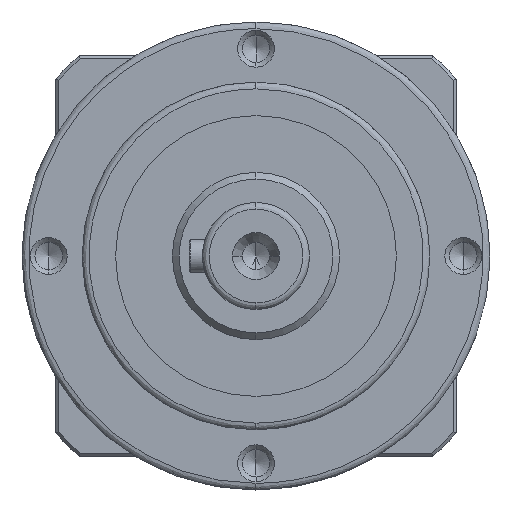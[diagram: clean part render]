
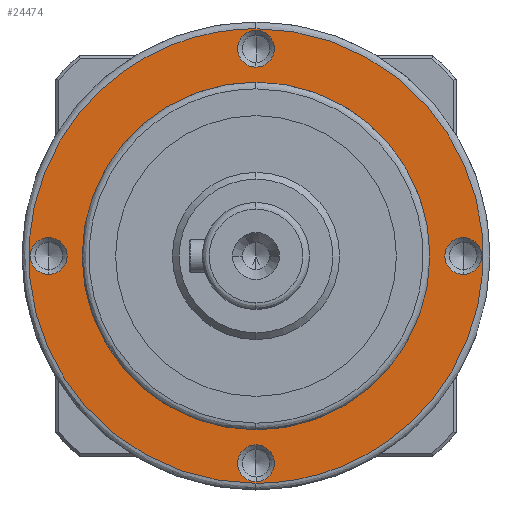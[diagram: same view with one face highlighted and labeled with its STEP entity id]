
A CAD part, left-side view. The second image highlights one B-rep face of the part: STEP entity #24474.
In plain terms, the highlighted face is planar.
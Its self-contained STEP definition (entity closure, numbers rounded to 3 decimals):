
#135 = DIRECTION ( 'NONE',  ( 0., 0., -1. ) ) ;
#359 = VERTEX_POINT ( 'NONE', #11670 ) ;
#390 = VERTEX_POINT ( 'NONE', #8311 ) ;
#457 = EDGE_CURVE ( 'NONE', #3382, #26601, #7450, .T. ) ;
#462 = EDGE_CURVE ( 'NONE', #17356, #9809, #2282, .T. ) ;
#465 = EDGE_CURVE ( 'NONE', #20904, #15599, #7687, .T. ) ;
#509 = EDGE_CURVE ( 'NONE', #359, #20826, #7009, .T. ) ;
#515 = EDGE_CURVE ( 'NONE', #19868, #390, #6723, .T. ) ;
#542 = ORIENTED_EDGE ( 'NONE', *, *, #11770, .F. ) ;
#550 = EDGE_CURVE ( 'NONE', #13619, #11839, #21937, .T. ) ;
#796 = ORIENTED_EDGE ( 'NONE', *, *, #465, .F. ) ;
#944 = CIRCLE ( 'NONE', #22467, 2.75 ) ;
#1160 = CARTESIAN_POINT ( 'NONE',  ( 0., 0., 5. ) ) ;
#1652 = PLANE ( 'NONE',  #21681 ) ;
#1732 = DIRECTION ( 'NONE',  ( 0., 0., 1. ) ) ;
#2023 = DIRECTION ( 'NONE',  ( 0., 0., -1. ) ) ;
#2036 = ORIENTED_EDGE ( 'NONE', *, *, #515, .F. ) ;
#2115 = ORIENTED_EDGE ( 'NONE', *, *, #457, .F. ) ;
#2144 = DIRECTION ( 'NONE',  ( 0., 0., -1. ) ) ;
#2282 = CIRCLE ( 'NONE', #12255, 2.75 ) ;
#2392 = FACE_BOUND ( 'NONE', #14836, .T. ) ;
#2527 = DIRECTION ( 'NONE',  ( 0., 0., -1. ) ) ;
#3382 = VERTEX_POINT ( 'NONE', #21423 ) ;
#3452 = CARTESIAN_POINT ( 'NONE',  ( -34., 0., 5. ) ) ;
#3989 = ORIENTED_EDGE ( 'NONE', *, *, #12693, .F. ) ;
#4176 = AXIS2_PLACEMENT_3D ( 'NONE', #15402, #2023, #18135 ) ;
#5337 = ORIENTED_EDGE ( 'NONE', *, *, #12564, .F. ) ;
#5517 = CIRCLE ( 'NONE', #23563, 2.75 ) ;
#6181 = CARTESIAN_POINT ( 'NONE',  ( 0., 0., 5. ) ) ;
#6723 = CIRCLE ( 'NONE', #11861, 2.75 ) ;
#7009 = CIRCLE ( 'NONE', #11906, 2.75 ) ;
#7214 = AXIS2_PLACEMENT_3D ( 'NONE', #15543, #2144, #17853 ) ;
#7354 = CARTESIAN_POINT ( 'NONE',  ( 0., 31., 5. ) ) ;
#7417 = CIRCLE ( 'NONE', #26888, 26. ) ;
#7450 = CIRCLE ( 'NONE', #12470, 26. ) ;
#7687 = CIRCLE ( 'NONE', #12049, 2.75 ) ;
#7894 = CARTESIAN_POINT ( 'NONE',  ( 34., -68., 5. ) ) ;
#8227 = FACE_BOUND ( 'NONE', #15269, .T. ) ;
#8311 = CARTESIAN_POINT ( 'NONE',  ( 33.75, 0., 5. ) ) ;
#8499 = DIRECTION ( 'NONE',  ( 1., 0., 0. ) ) ;
#9034 = EDGE_LOOP ( 'NONE', ( #14513, #28225 ) ) ;
#9741 = DIRECTION ( 'NONE',  ( -1., 0., 0. ) ) ;
#9809 = VERTEX_POINT ( 'NONE', #22803 ) ;
#10414 = ORIENTED_EDGE ( 'NONE', *, *, #12297, .F. ) ;
#11505 = EDGE_CURVE ( 'NONE', #20826, #359, #5517, .T. ) ;
#11670 = CARTESIAN_POINT ( 'NONE',  ( -2.75, -31., 5. ) ) ;
#11770 = EDGE_CURVE ( 'NONE', #390, #19868, #21795, .T. ) ;
#11839 = VERTEX_POINT ( 'NONE', #26908 ) ;
#11861 = AXIS2_PLACEMENT_3D ( 'NONE', #25453, #24987, #24796 ) ;
#11906 = AXIS2_PLACEMENT_3D ( 'NONE', #26129, #25843, #25641 ) ;
#12049 = AXIS2_PLACEMENT_3D ( 'NONE', #23519, #27049, #26563 ) ;
#12255 = AXIS2_PLACEMENT_3D ( 'NONE', #25931, #28203, #28113 ) ;
#12297 = EDGE_CURVE ( 'NONE', #15599, #20904, #20367, .T. ) ;
#12470 = AXIS2_PLACEMENT_3D ( 'NONE', #1160, #135, #28785 ) ;
#12564 = EDGE_CURVE ( 'NONE', #11839, #13619, #13051, .T. ) ;
#12693 = EDGE_CURVE ( 'NONE', #26601, #3382, #7417, .T. ) ;
#12710 = EDGE_LOOP ( 'NONE', ( #2115, #3989 ) ) ;
#13051 =( BOUNDED_CURVE ( )  B_SPLINE_CURVE ( 3, ( #3452, #23554, #7894, #23751 ),
 .UNSPECIFIED., .F., .F. ) 
 B_SPLINE_CURVE_WITH_KNOTS ( ( 4, 4 ),
 ( 0., 0.5 ),
 .UNSPECIFIED. ) 
 CURVE ( )  GEOMETRIC_REPRESENTATION_ITEM ( )  RATIONAL_B_SPLINE_CURVE ( ( 1., 0.333, 0.333, 1. ) ) 
 REPRESENTATION_ITEM ( '' )  );
#13246 = EDGE_CURVE ( 'NONE', #9809, #17356, #944, .T. ) ;
#13619 = VERTEX_POINT ( 'NONE', #27548 ) ;
#13623 = FACE_BOUND ( 'NONE', #9034, .T. ) ;
#14513 = ORIENTED_EDGE ( 'NONE', *, *, #462, .F. ) ;
#14765 = CARTESIAN_POINT ( 'NONE',  ( -26., 0., 5. ) ) ;
#14836 = EDGE_LOOP ( 'NONE', ( #20508, #23943 ) ) ;
#15070 = CARTESIAN_POINT ( 'NONE',  ( 0., 0., 5. ) ) ;
#15269 = EDGE_LOOP ( 'NONE', ( #796, #10414 ) ) ;
#15402 = CARTESIAN_POINT ( 'NONE',  ( -31., 0., 5. ) ) ;
#15543 = CARTESIAN_POINT ( 'NONE',  ( 31., 0., 5. ) ) ;
#15599 = VERTEX_POINT ( 'NONE', #27258 ) ;
#15951 = CARTESIAN_POINT ( 'NONE',  ( 0., -31., 5. ) ) ;
#16787 = CARTESIAN_POINT ( 'NONE',  ( 28.25, 0., 5. ) ) ;
#17356 = VERTEX_POINT ( 'NONE', #28401 ) ;
#17367 = DIRECTION ( 'NONE',  ( 1., 0., 0. ) ) ;
#17390 = EDGE_LOOP ( 'NONE', ( #2036, #542 ) ) ;
#17853 = DIRECTION ( 'NONE',  ( -1., 0., 0. ) ) ;
#17885 = CARTESIAN_POINT ( 'NONE',  ( 2.75, -31., 5. ) ) ;
#18135 = DIRECTION ( 'NONE',  ( -1., 0., 0. ) ) ;
#18296 = DIRECTION ( 'NONE',  ( -1., 0., 0. ) ) ;
#18299 = CARTESIAN_POINT ( 'NONE',  ( -33.75, 0., 5. ) ) ;
#19124 = EDGE_LOOP ( 'NONE', ( #26109, #5337 ) ) ;
#19686 = FACE_BOUND ( 'NONE', #17390, .T. ) ;
#19868 = VERTEX_POINT ( 'NONE', #16787 ) ;
#20367 = CIRCLE ( 'NONE', #4176, 2.75 ) ;
#20387 = FACE_OUTER_BOUND ( 'NONE', #19124, .T. ) ;
#20508 = ORIENTED_EDGE ( 'NONE', *, *, #509, .F. ) ;
#20591 = CARTESIAN_POINT ( 'NONE',  ( 34., 68., 5. ) ) ;
#20826 = VERTEX_POINT ( 'NONE', #17885 ) ;
#20904 = VERTEX_POINT ( 'NONE', #18299 ) ;
#21423 = CARTESIAN_POINT ( 'NONE',  ( 26., 0., 5. ) ) ;
#21681 = AXIS2_PLACEMENT_3D ( 'NONE', #15070, #1732, #17367 ) ;
#21795 = CIRCLE ( 'NONE', #7214, 2.75 ) ;
#21937 =( BOUNDED_CURVE ( )  B_SPLINE_CURVE ( 3, ( #23903, #20591, #24611, #23811 ),
 .UNSPECIFIED., .F., .F. ) 
 B_SPLINE_CURVE_WITH_KNOTS ( ( 4, 4 ),
 ( 0.5, 1. ),
 .UNSPECIFIED. ) 
 CURVE ( )  GEOMETRIC_REPRESENTATION_ITEM ( )  RATIONAL_B_SPLINE_CURVE ( ( 1., 0.333, 0.333, 1. ) ) 
 REPRESENTATION_ITEM ( '' )  );
#22110 = DIRECTION ( 'NONE',  ( 0., 0., -1. ) ) ;
#22467 = AXIS2_PLACEMENT_3D ( 'NONE', #7354, #23209, #9741 ) ;
#22803 = CARTESIAN_POINT ( 'NONE',  ( 2.75, 31., 5. ) ) ;
#23209 = DIRECTION ( 'NONE',  ( 0., 0., -1. ) ) ;
#23519 = CARTESIAN_POINT ( 'NONE',  ( -31., 0., 5. ) ) ;
#23554 = CARTESIAN_POINT ( 'NONE',  ( -34., -68., 5. ) ) ;
#23563 = AXIS2_PLACEMENT_3D ( 'NONE', #15951, #2527, #18296 ) ;
#23751 = CARTESIAN_POINT ( 'NONE',  ( 34., 0., 5. ) ) ;
#23811 = CARTESIAN_POINT ( 'NONE',  ( -34., 0., 5. ) ) ;
#23903 = CARTESIAN_POINT ( 'NONE',  ( 34., 0., 5. ) ) ;
#23943 = ORIENTED_EDGE ( 'NONE', *, *, #11505, .F. ) ;
#24474 = ADVANCED_FACE ( 'NONE', ( #20387, #19686, #2392, #8227, #13623, #25520 ), #1652, .F. ) ;
#24611 = CARTESIAN_POINT ( 'NONE',  ( -34., 68., 5. ) ) ;
#24796 = DIRECTION ( 'NONE',  ( -1., 0., 0. ) ) ;
#24987 = DIRECTION ( 'NONE',  ( 0., 0., -1. ) ) ;
#25453 = CARTESIAN_POINT ( 'NONE',  ( 31., 0., 5. ) ) ;
#25520 = FACE_BOUND ( 'NONE', #12710, .T. ) ;
#25641 = DIRECTION ( 'NONE',  ( -1., 0., 0. ) ) ;
#25843 = DIRECTION ( 'NONE',  ( 0., 0., -1. ) ) ;
#25931 = CARTESIAN_POINT ( 'NONE',  ( 0., 31., 5. ) ) ;
#26109 = ORIENTED_EDGE ( 'NONE', *, *, #550, .F. ) ;
#26129 = CARTESIAN_POINT ( 'NONE',  ( 0., -31., 5. ) ) ;
#26563 = DIRECTION ( 'NONE',  ( -1., 0., 0. ) ) ;
#26601 = VERTEX_POINT ( 'NONE', #14765 ) ;
#26888 = AXIS2_PLACEMENT_3D ( 'NONE', #6181, #22110, #8499 ) ;
#26908 = CARTESIAN_POINT ( 'NONE',  ( -34., 0., 5. ) ) ;
#27049 = DIRECTION ( 'NONE',  ( 0., 0., -1. ) ) ;
#27258 = CARTESIAN_POINT ( 'NONE',  ( -28.25, 0., 5. ) ) ;
#27548 = CARTESIAN_POINT ( 'NONE',  ( 34., 0., 5. ) ) ;
#28113 = DIRECTION ( 'NONE',  ( -1., 0., 0. ) ) ;
#28203 = DIRECTION ( 'NONE',  ( 0., 0., -1. ) ) ;
#28225 = ORIENTED_EDGE ( 'NONE', *, *, #13246, .F. ) ;
#28401 = CARTESIAN_POINT ( 'NONE',  ( -2.75, 31., 5. ) ) ;
#28785 = DIRECTION ( 'NONE',  ( 1., 0., 0. ) ) ;
